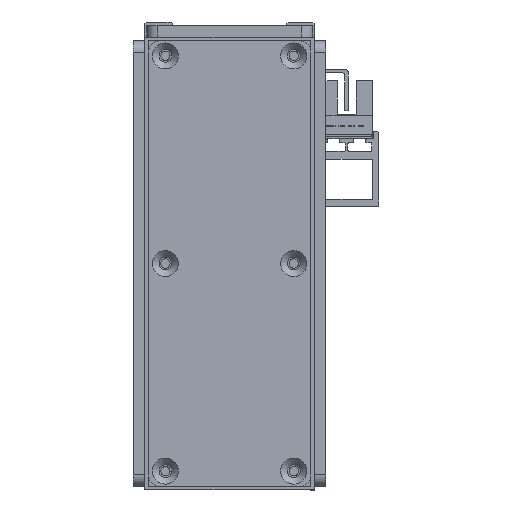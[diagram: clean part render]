
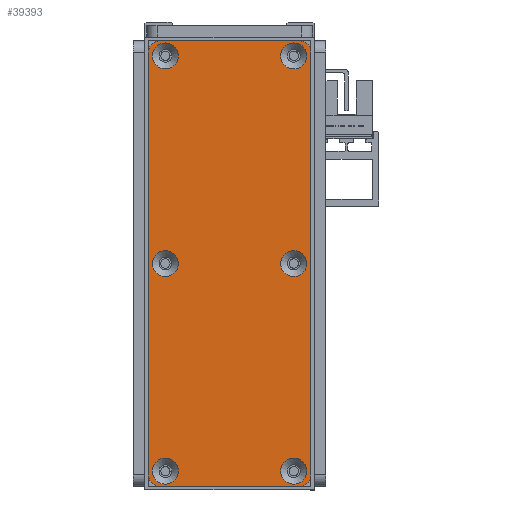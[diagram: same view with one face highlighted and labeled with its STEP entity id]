
A CAD part, front view. The second image highlights one B-rep face of the part: STEP entity #39393.
In plain terms, the highlighted face is planar.
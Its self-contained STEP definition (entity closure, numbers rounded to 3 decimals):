
#651=FACE_BOUND('',#5716,.T.);
#652=FACE_BOUND('',#5717,.T.);
#653=FACE_BOUND('',#5718,.T.);
#654=FACE_BOUND('',#5719,.T.);
#655=FACE_BOUND('',#5720,.T.);
#656=FACE_BOUND('',#5721,.T.);
#1253=PLANE('',#42534);
#3389=FACE_OUTER_BOUND('',#5715,.T.);
#5715=EDGE_LOOP('',(#31271,#31272,#31273,#31274,#31275,#31276,#31277,#31278));
#5716=EDGE_LOOP('',(#31279));
#5717=EDGE_LOOP('',(#31280));
#5718=EDGE_LOOP('',(#31281));
#5719=EDGE_LOOP('',(#31282));
#5720=EDGE_LOOP('',(#31283));
#5721=EDGE_LOOP('',(#31284));
#8524=LINE('',#60939,#13125);
#8528=LINE('',#60951,#13129);
#8532=LINE('',#60963,#13133);
#8536=LINE('',#60973,#13137);
#13125=VECTOR('',#48660,10.);
#13129=VECTOR('',#48672,10.);
#13133=VECTOR('',#48684,10.);
#13137=VECTOR('',#48696,10.);
#16969=CIRCLE('',#42488,3.45);
#16972=CIRCLE('',#42493,3.45);
#16975=CIRCLE('',#42498,3.45);
#16978=CIRCLE('',#42503,3.45);
#16981=CIRCLE('',#42508,3.45);
#16984=CIRCLE('',#42513,3.45);
#16988=CIRCLE('',#42519,3.);
#16990=CIRCLE('',#42523,3.);
#16992=CIRCLE('',#42527,3.);
#16994=CIRCLE('',#42531,3.);
#18730=VERTEX_POINT('',#60867);
#18733=VERTEX_POINT('',#60877);
#18736=VERTEX_POINT('',#60887);
#18739=VERTEX_POINT('',#60897);
#18742=VERTEX_POINT('',#60907);
#18745=VERTEX_POINT('',#60917);
#18750=VERTEX_POINT('',#60930);
#18751=VERTEX_POINT('',#60932);
#18753=VERTEX_POINT('',#60938);
#18755=VERTEX_POINT('',#60944);
#18757=VERTEX_POINT('',#60950);
#18759=VERTEX_POINT('',#60956);
#18761=VERTEX_POINT('',#60962);
#18763=VERTEX_POINT('',#60968);
#23254=EDGE_CURVE('',#18730,#18730,#16969,.T.);
#23259=EDGE_CURVE('',#18733,#18733,#16972,.T.);
#23264=EDGE_CURVE('',#18736,#18736,#16975,.T.);
#23269=EDGE_CURVE('',#18739,#18739,#16978,.T.);
#23274=EDGE_CURVE('',#18742,#18742,#16981,.T.);
#23279=EDGE_CURVE('',#18745,#18745,#16984,.T.);
#23286=EDGE_CURVE('',#18751,#18750,#16988,.T.);
#23289=EDGE_CURVE('',#18753,#18751,#8524,.T.);
#23292=EDGE_CURVE('',#18755,#18753,#16990,.T.);
#23295=EDGE_CURVE('',#18757,#18755,#8528,.T.);
#23298=EDGE_CURVE('',#18759,#18757,#16992,.T.);
#23301=EDGE_CURVE('',#18761,#18759,#8532,.T.);
#23304=EDGE_CURVE('',#18763,#18761,#16994,.T.);
#23307=EDGE_CURVE('',#18750,#18763,#8536,.T.);
#31271=ORIENTED_EDGE('',*,*,#23307,.T.);
#31272=ORIENTED_EDGE('',*,*,#23304,.T.);
#31273=ORIENTED_EDGE('',*,*,#23301,.T.);
#31274=ORIENTED_EDGE('',*,*,#23298,.T.);
#31275=ORIENTED_EDGE('',*,*,#23295,.T.);
#31276=ORIENTED_EDGE('',*,*,#23292,.T.);
#31277=ORIENTED_EDGE('',*,*,#23289,.T.);
#31278=ORIENTED_EDGE('',*,*,#23286,.T.);
#31279=ORIENTED_EDGE('',*,*,#23254,.T.);
#31280=ORIENTED_EDGE('',*,*,#23259,.T.);
#31281=ORIENTED_EDGE('',*,*,#23264,.T.);
#31282=ORIENTED_EDGE('',*,*,#23269,.T.);
#31283=ORIENTED_EDGE('',*,*,#23274,.T.);
#31284=ORIENTED_EDGE('',*,*,#23279,.T.);
#39393=ADVANCED_FACE('',(#3389,#651,#652,#653,#654,#655,#656),#1253,.T.);
#42488=AXIS2_PLACEMENT_3D('',#60868,#48579,#48580);
#42493=AXIS2_PLACEMENT_3D('',#60878,#48591,#48592);
#42498=AXIS2_PLACEMENT_3D('',#60888,#48603,#48604);
#42503=AXIS2_PLACEMENT_3D('',#60898,#48615,#48616);
#42508=AXIS2_PLACEMENT_3D('',#60908,#48627,#48628);
#42513=AXIS2_PLACEMENT_3D('',#60918,#48639,#48640);
#42519=AXIS2_PLACEMENT_3D('',#60933,#48654,#48655);
#42523=AXIS2_PLACEMENT_3D('',#60945,#48666,#48667);
#42527=AXIS2_PLACEMENT_3D('',#60957,#48678,#48679);
#42531=AXIS2_PLACEMENT_3D('',#60969,#48690,#48691);
#42534=AXIS2_PLACEMENT_3D('',#60975,#48699,#48700);
#48579=DIRECTION('center_axis',(0.,0.,-1.));
#48580=DIRECTION('ref_axis',(1.,0.,0.));
#48591=DIRECTION('center_axis',(0.,0.,-1.));
#48592=DIRECTION('ref_axis',(1.,0.,0.));
#48603=DIRECTION('center_axis',(0.,0.,-1.));
#48604=DIRECTION('ref_axis',(1.,0.,0.));
#48615=DIRECTION('center_axis',(0.,0.,-1.));
#48616=DIRECTION('ref_axis',(1.,0.,0.));
#48627=DIRECTION('center_axis',(0.,0.,-1.));
#48628=DIRECTION('ref_axis',(1.,0.,0.));
#48639=DIRECTION('center_axis',(0.,0.,-1.));
#48640=DIRECTION('ref_axis',(1.,0.,0.));
#48654=DIRECTION('center_axis',(0.,0.,1.));
#48655=DIRECTION('ref_axis',(-1.,0.,0.));
#48660=DIRECTION('',(0.,1.,0.));
#48666=DIRECTION('center_axis',(0.,0.,1.));
#48667=DIRECTION('ref_axis',(0.,1.,0.));
#48672=DIRECTION('',(1.,0.,0.));
#48678=DIRECTION('center_axis',(0.,0.,1.));
#48679=DIRECTION('ref_axis',(1.,0.,0.));
#48684=DIRECTION('',(0.,-1.,0.));
#48690=DIRECTION('center_axis',(0.,0.,1.));
#48691=DIRECTION('ref_axis',(0.,-1.,0.));
#48696=DIRECTION('',(-1.,0.,0.));
#48699=DIRECTION('center_axis',(0.,0.,1.));
#48700=DIRECTION('ref_axis',(1.,0.,0.));
#60867=CARTESIAN_POINT('',(110.55,4.5,3.));
#60868=CARTESIAN_POINT('Origin',(114.,4.5,3.));
#60877=CARTESIAN_POINT('',(55.55,38.5,3.));
#60878=CARTESIAN_POINT('Origin',(59.,38.5,3.));
#60887=CARTESIAN_POINT('',(55.55,4.5,3.));
#60888=CARTESIAN_POINT('Origin',(59.,4.5,3.));
#60897=CARTESIAN_POINT('',(0.55,38.5,3.));
#60898=CARTESIAN_POINT('Origin',(4.,38.5,3.));
#60907=CARTESIAN_POINT('',(110.55,38.5,3.));
#60908=CARTESIAN_POINT('Origin',(114.,38.5,3.));
#60917=CARTESIAN_POINT('',(0.55,4.5,3.));
#60918=CARTESIAN_POINT('Origin',(4.,4.5,3.));
#60930=CARTESIAN_POINT('',(115.,43.,3.));
#60932=CARTESIAN_POINT('',(118.,40.,3.));
#60933=CARTESIAN_POINT('Origin',(115.,40.,3.));
#60938=CARTESIAN_POINT('',(118.,3.,3.));
#60939=CARTESIAN_POINT('',(118.,40.,3.));
#60944=CARTESIAN_POINT('',(115.,0.,3.));
#60945=CARTESIAN_POINT('Origin',(115.,3.,3.));
#60950=CARTESIAN_POINT('',(3.,0.,3.));
#60951=CARTESIAN_POINT('',(115.,0.,3.));
#60956=CARTESIAN_POINT('',(0.,3.,3.));
#60957=CARTESIAN_POINT('Origin',(3.,3.,3.));
#60962=CARTESIAN_POINT('',(0.,40.,3.));
#60963=CARTESIAN_POINT('',(0.,3.,3.));
#60968=CARTESIAN_POINT('',(3.,43.,3.));
#60969=CARTESIAN_POINT('Origin',(3.,40.,3.));
#60973=CARTESIAN_POINT('',(3.,43.,3.));
#60975=CARTESIAN_POINT('Origin',(59.,21.5,3.));
